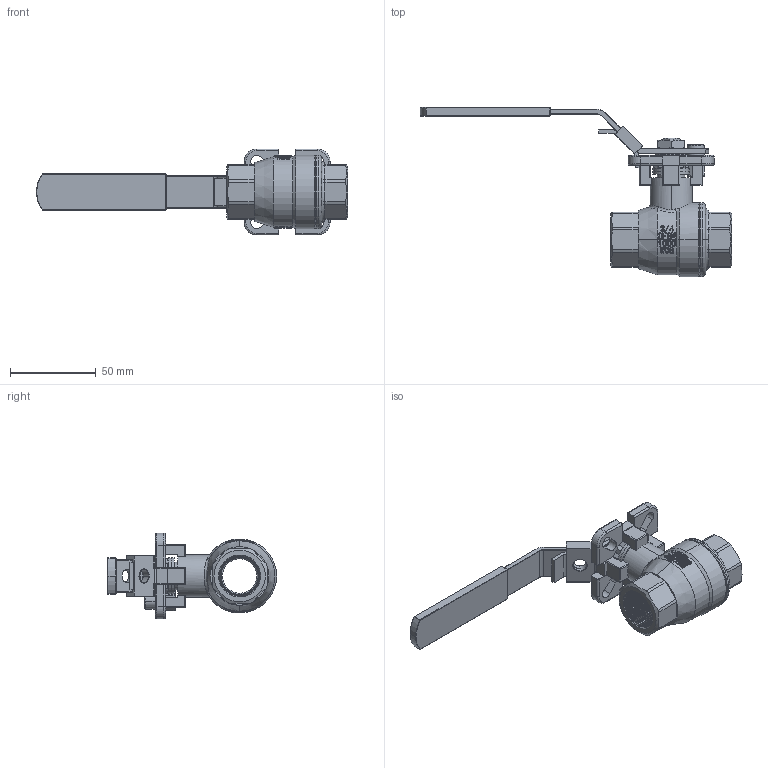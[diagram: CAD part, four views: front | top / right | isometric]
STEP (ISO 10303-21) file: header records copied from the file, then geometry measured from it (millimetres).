
FILE_DESCRIPTION (( 'STEP AP203' ), '1' );
FILE_NAME ('0.75-1000WOG KV-L20 DN20.STEP', '2017-02-10T09:25:14', ( 'XiTongTianDi' ), ( 'XiTongTianDi.Com' ), 'SwSTEP 2.0', 'SolidWorks 2013', '' );
FILE_SCHEMA (( 'CONFIG_CONTROL_DESIGN' ));
Length unit declared in the file: millimetre
Products named in the file (10): 忒梟; socket head cap screw_iso_ISO 4762 M6 x 12 --- 12N; 0.75-1000WOG概极; hex nut gradec_iso_Hexagon Nut ISO - 4034 - M6 - N; 跡鰍; 0.75-1000WOG KV-L20 DN20; 評倛粟え; hex thin nut chamfered gradeab_iso_Hexagon Thin Nut ISO - 4035 - M10 - N; 滅侂菜え; 方口垫圈
Assembly tree (11 placements, depth 2):
  0.75-1000WOG KV-L20 DN20
    0.75-1000WOG概极
    跡鰍
    評倛粟え  x2
    hex thin nut chamfered gradeab_iso_Hexagon Thin Nut ISO - 4035 - M10 - N  x2
    滅侂菜え
    方口垫圈
    忒梟
    socket head cap screw_iso_ISO 4762 M6 x 12 --- 12N
    hex nut gradec_iso_Hexagon Nut ISO - 4034 - M6 - N
Bounding box: 181.15 x 98.45 x 50 mm (x, y, z)
Volume: 92396.6 mm3; surface area: 45746.3 mm2
Topology: 11 solids, 11 shells, 1196 faces, 3131 edges, 1978 vertices
Faces by surface type: plane 389, cylinder 382, cone 221, bspline 130, torus 48, sphere 26
Entity records: 85325 total; most frequent: CARTESIAN_POINT 57840, ORIENTED_EDGE 6066, DIRECTION 4749, EDGE_CURVE 3033, VERTEX_POINT 1932, AXIS2_PLACEMENT_3D 1718, LINE 1313, VECTOR 1313
